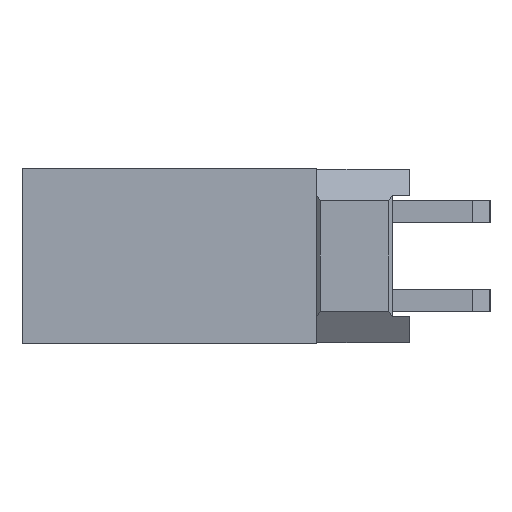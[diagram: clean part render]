
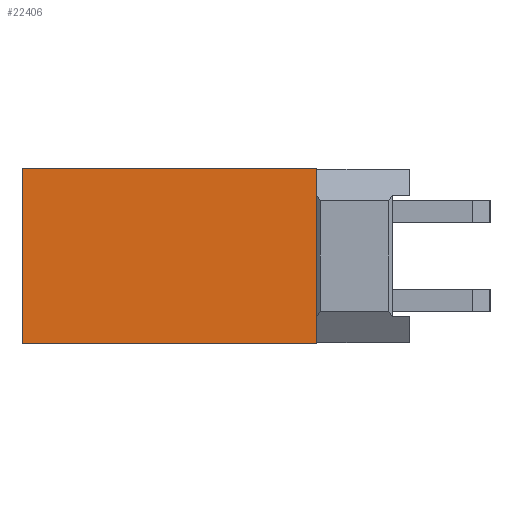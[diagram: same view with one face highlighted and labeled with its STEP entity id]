
A CAD part, left-side view. The second image highlights one B-rep face of the part: STEP entity #22406.
In plain terms, the highlighted planar face has unit normal (-1, 0, 0).
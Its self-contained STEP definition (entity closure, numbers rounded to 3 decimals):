
#3214=DIRECTION('',(0.,0.,1.));
#3215=VECTOR('',#3214,5.);
#3216=CARTESIAN_POINT('',(0.94,-8.4,-1.23));
#3217=LINE('',#3216,#3215);
#3221=DIRECTION('',(0.,-1.,0.));
#3222=VECTOR('',#3221,8.4);
#3223=CARTESIAN_POINT('',(0.94,0.,-1.23));
#3224=LINE('',#3223,#3222);
#3228=DIRECTION('',(0.,0.,-1.));
#3229=VECTOR('',#3228,5.);
#3230=CARTESIAN_POINT('',(0.94,0.,3.77));
#3231=LINE('',#3230,#3229);
#3235=DIRECTION('',(0.,1.,0.));
#3236=VECTOR('',#3235,8.4);
#3237=CARTESIAN_POINT('',(0.94,-8.4,3.77));
#3238=LINE('',#3237,#3236);
#20659=CARTESIAN_POINT('',(0.94,-8.4,-1.23));
#20660=CARTESIAN_POINT('',(0.94,-8.4,3.77));
#20661=VERTEX_POINT('',#20659);
#20662=VERTEX_POINT('',#20660);
#20663=CARTESIAN_POINT('',(0.94,0.,3.77));
#20664=VERTEX_POINT('',#20663);
#20665=CARTESIAN_POINT('',(0.94,0.,-1.23));
#20666=VERTEX_POINT('',#20665);
#22395=CARTESIAN_POINT('',(0.94,0.,0.));
#22396=DIRECTION('',(-1.,0.,0.));
#22397=DIRECTION('',(0.,1.,0.));
#22398=AXIS2_PLACEMENT_3D('',#22395,#22396,#22397);
#22399=PLANE('',#22398);
#22400=ORIENTED_EDGE('',*,*,#22131,.F.);
#22401=ORIENTED_EDGE('',*,*,#22254,.F.);
#22402=ORIENTED_EDGE('',*,*,#20686,.F.);
#22403=ORIENTED_EDGE('',*,*,#21820,.F.);
#22404=EDGE_LOOP('',(#22400,#22401,#22402,#22403));
#22405=FACE_OUTER_BOUND('',#22404,.F.);
#22406=ADVANCED_FACE('',(#22405),#22399,.T.);
#20686=EDGE_CURVE('',#20664,#20666,#3231,.T.);
#21820=EDGE_CURVE('',#20662,#20664,#3238,.T.);
#22131=EDGE_CURVE('',#20661,#20662,#3217,.T.);
#22254=EDGE_CURVE('',#20666,#20661,#3224,.T.);
